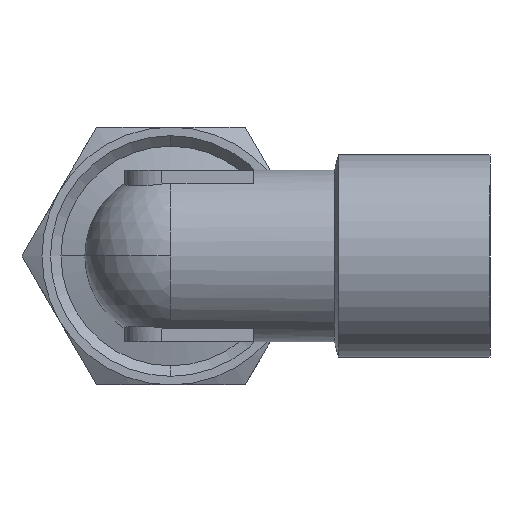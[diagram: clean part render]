
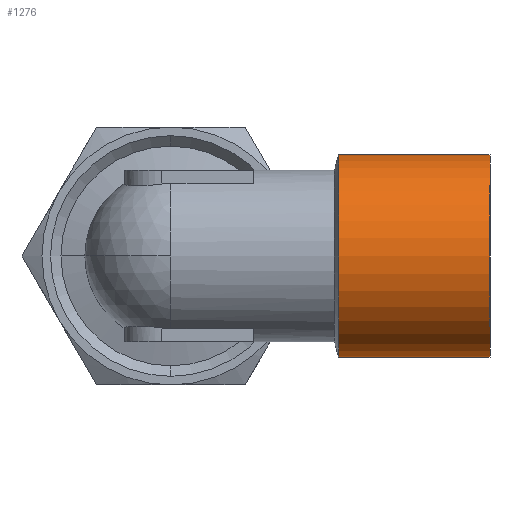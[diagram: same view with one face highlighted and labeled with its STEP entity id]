
A CAD part, left-side view. The second image highlights one B-rep face of the part: STEP entity #1276.
In plain terms, the highlighted cylindrical face has radius 8.25 mm (diameter 16.5 mm), a partial arc.
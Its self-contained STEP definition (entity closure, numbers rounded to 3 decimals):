
#179 = CARTESIAN_POINT ( 'NONE',  ( 0., 1., 8.25 ) ) ;
#180 = CARTESIAN_POINT ( 'NONE',  ( 0., 1., -8.25 ) ) ;
#182 = CARTESIAN_POINT ( 'NONE',  ( 0., 13.335, -8.25 ) ) ;
#185 = CARTESIAN_POINT ( 'NONE',  ( 0., 13.335, 8.25 ) ) ;
#1137 = VERTEX_POINT ( 'NONE', #185 ) ;
#1140 = VERTEX_POINT ( 'NONE', #182 ) ;
#1142 = VERTEX_POINT ( 'NONE', #180 ) ;
#1143 = VERTEX_POINT ( 'NONE', #179 ) ;
#1276 = ADVANCED_FACE ( 'NONE', ( #1332 ), #1340, .T. ) ;
#1332 = FACE_OUTER_BOUND ( 'NONE', #2348, .T. ) ;
#1340 = CYLINDRICAL_SURFACE ( 'NONE', #1856, 8.25 ) ;
#1856 = AXIS2_PLACEMENT_3D ( 'NONE', #2006, #2007, #2015 ) ;
#1914 = AXIS2_PLACEMENT_3D ( 'NONE', #3176, #3177, #3178 ) ;
#1918 = AXIS2_PLACEMENT_3D ( 'NONE', #3190, #3191, #3192 ) ;
#2006 = CARTESIAN_POINT ( 'NONE',  ( 0., -4., 0. ) ) ;
#2007 = DIRECTION ( 'NONE',  ( 0., -1., 0. ) ) ;
#2015 = DIRECTION ( 'NONE',  ( 0., 0., -1. ) ) ;
#2174 = DIRECTION ( 'NONE',  ( 0., -1., 0. ) ) ;
#2175 = CARTESIAN_POINT ( 'NONE',  ( 0., -4., 8.25 ) ) ;
#2179 = DIRECTION ( 'NONE',  ( 0., -1., 0. ) ) ;
#2182 = CARTESIAN_POINT ( 'NONE',  ( 0., -4., -8.25 ) ) ;
#2295 = ORIENTED_EDGE ( 'NONE', *, *, #2686, .F. ) ;
#2296 = ORIENTED_EDGE ( 'NONE', *, *, #2651, .T. ) ;
#2297 = ORIENTED_EDGE ( 'NONE', *, *, #2690, .F. ) ;
#2298 = ORIENTED_EDGE ( 'NONE', *, *, #2649, .F. ) ;
#2348 = EDGE_LOOP ( 'NONE', ( #2298, #2297, #2296, #2295 ) ) ;
#2449 = LINE ( 'NONE', #2175, #2453 ) ;
#2452 = LINE ( 'NONE', #2182, #2455 ) ;
#2453 = VECTOR ( 'NONE', #2174, 1000. ) ;
#2455 = VECTOR ( 'NONE', #2179, 1000. ) ;
#2501 = CIRCLE ( 'NONE', #1914, 8.25 ) ;
#2505 = CIRCLE ( 'NONE', #1918, 8.25 ) ;
#2649 = EDGE_CURVE ( 'NONE', #1137, #1143, #2449, .T. ) ;
#2651 = EDGE_CURVE ( 'NONE', #1140, #1142, #2452, .T. ) ;
#2686 = EDGE_CURVE ( 'NONE', #1143, #1142, #2501, .T. ) ;
#2690 = EDGE_CURVE ( 'NONE', #1140, #1137, #2505, .T. ) ;
#3176 = CARTESIAN_POINT ( 'NONE',  ( 0., 1., 0. ) ) ;
#3177 = DIRECTION ( 'NONE',  ( 0., -1., 0. ) ) ;
#3178 = DIRECTION ( 'NONE',  ( 0., 0., -1. ) ) ;
#3190 = CARTESIAN_POINT ( 'NONE',  ( 0., 13.335, 0. ) ) ;
#3191 = DIRECTION ( 'NONE',  ( 0., 1., 0. ) ) ;
#3192 = DIRECTION ( 'NONE',  ( 0., 0., -1. ) ) ;
